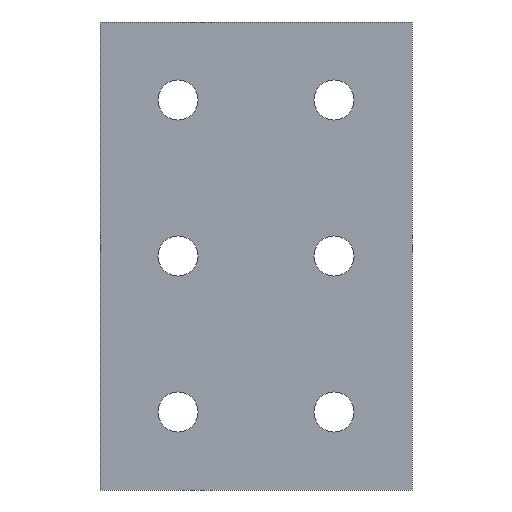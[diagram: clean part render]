
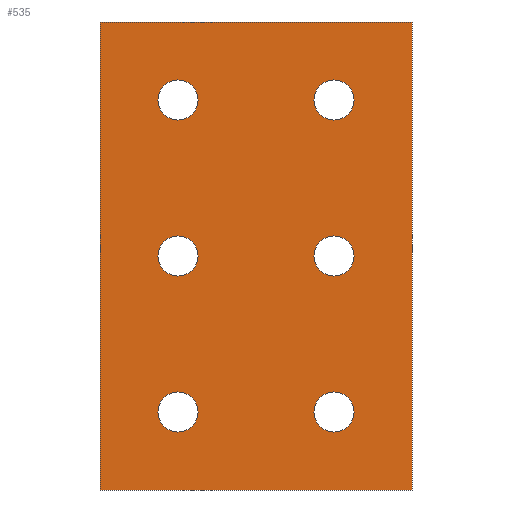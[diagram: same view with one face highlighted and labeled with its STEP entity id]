
A CAD part, front view. The second image highlights one B-rep face of the part: STEP entity #535.
In plain terms, the highlighted planar face has unit normal (0, -1, 0).
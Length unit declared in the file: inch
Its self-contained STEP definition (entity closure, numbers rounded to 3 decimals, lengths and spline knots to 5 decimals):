
#2 = CARTESIAN_POINT ( 'NONE',  ( -1., -0.094, 1.5 ) ) ;
#5 = DIRECTION ( 'NONE',  ( 0., 1., 0. ) ) ;
#7 = CARTESIAN_POINT ( 'NONE',  ( -0.5, -0.094, 0. ) ) ;
#8 = DIRECTION ( 'NONE',  ( 0., 1., 0. ) ) ;
#9 = ORIENTED_EDGE ( 'NONE', *, *, #365, .T. ) ;
#10 = AXIS2_PLACEMENT_3D ( 'NONE', #7, #109, #58 ) ;
#11 = VECTOR ( 'NONE', #452, 39.37008 ) ;
#23 = DIRECTION ( 'NONE',  ( 0., 1., 0. ) ) ;
#24 = EDGE_CURVE ( 'NONE', #631, #80, #419, .T. ) ;
#28 = CARTESIAN_POINT ( 'NONE',  ( -0.5, -0.094, -1. ) ) ;
#37 = CARTESIAN_POINT ( 'NONE',  ( -1., -0.094, 1.5 ) ) ;
#42 = VECTOR ( 'NONE', #217, 39.37008 ) ;
#50 = EDGE_CURVE ( 'NONE', #481, #378, #462, .T. ) ;
#54 = VERTEX_POINT ( 'NONE', #255 ) ;
#58 = DIRECTION ( 'NONE',  ( 0., 0., 1. ) ) ;
#71 = CARTESIAN_POINT ( 'NONE',  ( 0.5, -0.094, 1. ) ) ;
#76 = CIRCLE ( 'NONE', #541, 0.1285 ) ;
#80 = VERTEX_POINT ( 'NONE', #293 ) ;
#83 = CARTESIAN_POINT ( 'NONE',  ( -0.5, -0.094, -0.1285 ) ) ;
#86 = DIRECTION ( 'NONE',  ( 0., 1., 0. ) ) ;
#93 = FACE_BOUND ( 'NONE', #108, .T. ) ;
#95 = FACE_OUTER_BOUND ( 'NONE', #412, .T. ) ;
#98 = ORIENTED_EDGE ( 'NONE', *, *, #333, .T. ) ;
#102 = ORIENTED_EDGE ( 'NONE', *, *, #24, .T. ) ;
#103 = EDGE_CURVE ( 'NONE', #54, #352, #305, .T. ) ;
#108 = EDGE_LOOP ( 'NONE', ( #204, #9 ) ) ;
#109 = DIRECTION ( 'NONE',  ( 0., 1., 0. ) ) ;
#110 = DIRECTION ( 'NONE',  ( 0., 0., 1. ) ) ;
#112 = AXIS2_PLACEMENT_3D ( 'NONE', #469, #5, #617 ) ;
#116 = CARTESIAN_POINT ( 'NONE',  ( -0.5, -0.094, 1. ) ) ;
#117 = VERTEX_POINT ( 'NONE', #191 ) ;
#122 = ORIENTED_EDGE ( 'NONE', *, *, #103, .F. ) ;
#127 = AXIS2_PLACEMENT_3D ( 'NONE', #339, #86, #291 ) ;
#133 = CARTESIAN_POINT ( 'NONE',  ( 0.5, -0.094, 0.1285 ) ) ;
#134 = EDGE_CURVE ( 'NONE', #240, #117, #636, .T. ) ;
#137 = VERTEX_POINT ( 'NONE', #438 ) ;
#139 = VECTOR ( 'NONE', #571, 39.37008 ) ;
#141 = AXIS2_PLACEMENT_3D ( 'NONE', #71, #8, #325 ) ;
#142 = DIRECTION ( 'NONE',  ( 1., 0., 0. ) ) ;
#149 = ORIENTED_EDGE ( 'NONE', *, *, #279, .T. ) ;
#161 = FACE_BOUND ( 'NONE', #639, .T. ) ;
#165 = EDGE_LOOP ( 'NONE', ( #347, #408 ) ) ;
#171 = CARTESIAN_POINT ( 'NONE',  ( 0.5, -0.094, 1.1285 ) ) ;
#176 = CIRCLE ( 'NONE', #319, 0.1285 ) ;
#177 = DIRECTION ( 'NONE',  ( 0., 1., 0. ) ) ;
#183 = LINE ( 'NONE', #463, #42 ) ;
#184 = CARTESIAN_POINT ( 'NONE',  ( 0.5, -0.094, -1.1285 ) ) ;
#191 = CARTESIAN_POINT ( 'NONE',  ( -0.5, -0.094, -0.8715 ) ) ;
#196 = DIRECTION ( 'NONE',  ( 0., 0., 1. ) ) ;
#200 = CIRCLE ( 'NONE', #460, 0.1285 ) ;
#204 = ORIENTED_EDGE ( 'NONE', *, *, #651, .T. ) ;
#213 = ORIENTED_EDGE ( 'NONE', *, *, #304, .T. ) ;
#217 = DIRECTION ( 'NONE',  ( 0., 0., -1. ) ) ;
#219 = EDGE_LOOP ( 'NONE', ( #149, #514 ) ) ;
#220 = CARTESIAN_POINT ( 'NONE',  ( 0.5, -0.094, 0. ) ) ;
#225 = VERTEX_POINT ( 'NONE', #613 ) ;
#230 = CARTESIAN_POINT ( 'NONE',  ( -1., -0.094, 1.5 ) ) ;
#232 = ORIENTED_EDGE ( 'NONE', *, *, #349, .T. ) ;
#234 = CIRCLE ( 'NONE', #141, 0.1285 ) ;
#240 = VERTEX_POINT ( 'NONE', #609 ) ;
#241 = DIRECTION ( 'NONE',  ( 0., 1., 0. ) ) ;
#246 = DIRECTION ( 'NONE',  ( 0., 0., 1. ) ) ;
#248 = CARTESIAN_POINT ( 'NONE',  ( 0.5, -0.094, 1. ) ) ;
#255 = CARTESIAN_POINT ( 'NONE',  ( -1., -0.094, 1.5 ) ) ;
#266 = ORIENTED_EDGE ( 'NONE', *, *, #586, .T. ) ;
#269 = CARTESIAN_POINT ( 'NONE',  ( 1., -0.094, 1.5 ) ) ;
#279 = EDGE_CURVE ( 'NONE', #225, #137, #76, .T. ) ;
#286 = ORIENTED_EDGE ( 'NONE', *, *, #484, .T. ) ;
#287 = CIRCLE ( 'NONE', #112, 0.1285 ) ;
#291 = DIRECTION ( 'NONE',  ( 0., 0., 1. ) ) ;
#292 = EDGE_CURVE ( 'NONE', #137, #225, #479, .T. ) ;
#293 = CARTESIAN_POINT ( 'NONE',  ( 1., -0.094, -1.5 ) ) ;
#304 = EDGE_CURVE ( 'NONE', #668, #607, #536, .T. ) ;
#305 = LINE ( 'NONE', #37, #327 ) ;
#317 = DIRECTION ( 'NONE',  ( 0., 0., 1. ) ) ;
#319 = AXIS2_PLACEMENT_3D ( 'NONE', #426, #369, #475 ) ;
#325 = DIRECTION ( 'NONE',  ( 0., 0., 1. ) ) ;
#327 = VECTOR ( 'NONE', #142, 39.37008 ) ;
#330 = CARTESIAN_POINT ( 'NONE',  ( 0.5, -0.094, 0. ) ) ;
#332 = CARTESIAN_POINT ( 'NONE',  ( -1., -0.094, -1.5 ) ) ;
#333 = EDGE_CURVE ( 'NONE', #647, #504, #200, .T. ) ;
#339 = CARTESIAN_POINT ( 'NONE',  ( -0.5, -0.094, 0. ) ) ;
#346 = CIRCLE ( 'NONE', #127, 0.1285 ) ;
#347 = ORIENTED_EDGE ( 'NONE', *, *, #512, .T. ) ;
#349 = EDGE_CURVE ( 'NONE', #54, #631, #605, .T. ) ;
#351 = EDGE_CURVE ( 'NONE', #352, #80, #183, .T. ) ;
#352 = VERTEX_POINT ( 'NONE', #269 ) ;
#358 = VERTEX_POINT ( 'NONE', #619 ) ;
#362 = ORIENTED_EDGE ( 'NONE', *, *, #50, .T. ) ;
#365 = EDGE_CURVE ( 'NONE', #633, #358, #287, .T. ) ;
#369 = DIRECTION ( 'NONE',  ( 0., 1., 0. ) ) ;
#378 = VERTEX_POINT ( 'NONE', #565 ) ;
#389 = CIRCLE ( 'NONE', #559, 0.1285 ) ;
#396 = ORIENTED_EDGE ( 'NONE', *, *, #351, .F. ) ;
#403 = CARTESIAN_POINT ( 'NONE',  ( -0.5, -0.094, 1. ) ) ;
#407 = DIRECTION ( 'NONE',  ( 0., 0., 1. ) ) ;
#408 = ORIENTED_EDGE ( 'NONE', *, *, #134, .T. ) ;
#411 = CIRCLE ( 'NONE', #524, 0.1285 ) ;
#412 = EDGE_LOOP ( 'NONE', ( #102, #396, #122, #232 ) ) ;
#419 = LINE ( 'NONE', #459, #11 ) ;
#421 = FACE_BOUND ( 'NONE', #165, .T. ) ;
#426 = CARTESIAN_POINT ( 'NONE',  ( -0.5, -0.094, -1. ) ) ;
#430 = FACE_BOUND ( 'NONE', #505, .T. ) ;
#435 = DIRECTION ( 'NONE',  ( 0., 1., 0. ) ) ;
#438 = CARTESIAN_POINT ( 'NONE',  ( -0.5, -0.094, 0.8715 ) ) ;
#442 = AXIS2_PLACEMENT_3D ( 'NONE', #230, #177, #579 ) ;
#452 = DIRECTION ( 'NONE',  ( 1., 0., 0. ) ) ;
#459 = CARTESIAN_POINT ( 'NONE',  ( -1., -0.094, -1.5 ) ) ;
#460 = AXIS2_PLACEMENT_3D ( 'NONE', #220, #566, #110 ) ;
#462 = CIRCLE ( 'NONE', #474, 0.1285 ) ;
#463 = CARTESIAN_POINT ( 'NONE',  ( 1., -0.094, 1.5 ) ) ;
#467 = DIRECTION ( 'NONE',  ( 0., 1., 0. ) ) ;
#468 = DIRECTION ( 'NONE',  ( 0., 1., 0. ) ) ;
#469 = CARTESIAN_POINT ( 'NONE',  ( 0.5, -0.094, -1. ) ) ;
#474 = AXIS2_PLACEMENT_3D ( 'NONE', #248, #545, #196 ) ;
#475 = DIRECTION ( 'NONE',  ( 0., 0., 1. ) ) ;
#479 = CIRCLE ( 'NONE', #643, 0.1285 ) ;
#481 = VERTEX_POINT ( 'NONE', #171 ) ;
#484 = EDGE_CURVE ( 'NONE', #378, #481, #234, .T. ) ;
#491 = DIRECTION ( 'NONE',  ( 0., 0., 1. ) ) ;
#504 = VERTEX_POINT ( 'NONE', #525 ) ;
#505 = EDGE_LOOP ( 'NONE', ( #266, #213 ) ) ;
#512 = EDGE_CURVE ( 'NONE', #117, #240, #176, .T. ) ;
#514 = ORIENTED_EDGE ( 'NONE', *, *, #292, .T. ) ;
#523 = PLANE ( 'NONE',  #442 ) ;
#524 = AXIS2_PLACEMENT_3D ( 'NONE', #584, #23, #246 ) ;
#525 = CARTESIAN_POINT ( 'NONE',  ( 0.5, -0.094, -0.1285 ) ) ;
#535 = ADVANCED_FACE ( 'NONE', ( #430, #554, #95, #421, #655, #161, #93 ), #523, .F. ) ;
#536 = CIRCLE ( 'NONE', #10, 0.1285 ) ;
#541 = AXIS2_PLACEMENT_3D ( 'NONE', #403, #467, #317 ) ;
#545 = DIRECTION ( 'NONE',  ( 0., 1., 0. ) ) ;
#551 = EDGE_LOOP ( 'NONE', ( #362, #286 ) ) ;
#554 = FACE_BOUND ( 'NONE', #219, .T. ) ;
#559 = AXIS2_PLACEMENT_3D ( 'NONE', #330, #241, #646 ) ;
#565 = CARTESIAN_POINT ( 'NONE',  ( 0.5, -0.094, 0.8715 ) ) ;
#566 = DIRECTION ( 'NONE',  ( 0., 1., 0. ) ) ;
#568 = EDGE_CURVE ( 'NONE', #504, #647, #389, .T. ) ;
#571 = DIRECTION ( 'NONE',  ( 0., 0., -1. ) ) ;
#579 = DIRECTION ( 'NONE',  ( 0., 0., 1. ) ) ;
#584 = CARTESIAN_POINT ( 'NONE',  ( 0.5, -0.094, -1. ) ) ;
#586 = EDGE_CURVE ( 'NONE', #607, #668, #346, .T. ) ;
#604 = AXIS2_PLACEMENT_3D ( 'NONE', #28, #435, #491 ) ;
#605 = LINE ( 'NONE', #2, #139 ) ;
#607 = VERTEX_POINT ( 'NONE', #642 ) ;
#609 = CARTESIAN_POINT ( 'NONE',  ( -0.5, -0.094, -1.1285 ) ) ;
#613 = CARTESIAN_POINT ( 'NONE',  ( -0.5, -0.094, 1.1285 ) ) ;
#617 = DIRECTION ( 'NONE',  ( 0., 0., 1. ) ) ;
#619 = CARTESIAN_POINT ( 'NONE',  ( 0.5, -0.094, -0.8715 ) ) ;
#630 = ORIENTED_EDGE ( 'NONE', *, *, #568, .T. ) ;
#631 = VERTEX_POINT ( 'NONE', #332 ) ;
#633 = VERTEX_POINT ( 'NONE', #184 ) ;
#636 = CIRCLE ( 'NONE', #604, 0.1285 ) ;
#639 = EDGE_LOOP ( 'NONE', ( #98, #630 ) ) ;
#642 = CARTESIAN_POINT ( 'NONE',  ( -0.5, -0.094, 0.1285 ) ) ;
#643 = AXIS2_PLACEMENT_3D ( 'NONE', #116, #468, #407 ) ;
#646 = DIRECTION ( 'NONE',  ( 0., 0., 1. ) ) ;
#647 = VERTEX_POINT ( 'NONE', #133 ) ;
#651 = EDGE_CURVE ( 'NONE', #358, #633, #411, .T. ) ;
#655 = FACE_BOUND ( 'NONE', #551, .T. ) ;
#668 = VERTEX_POINT ( 'NONE', #83 ) ;
